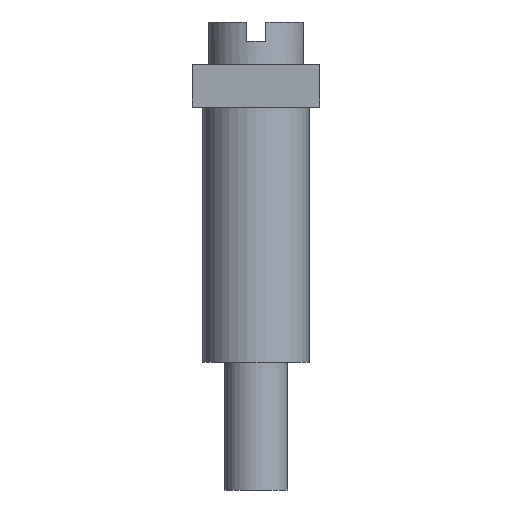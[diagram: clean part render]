
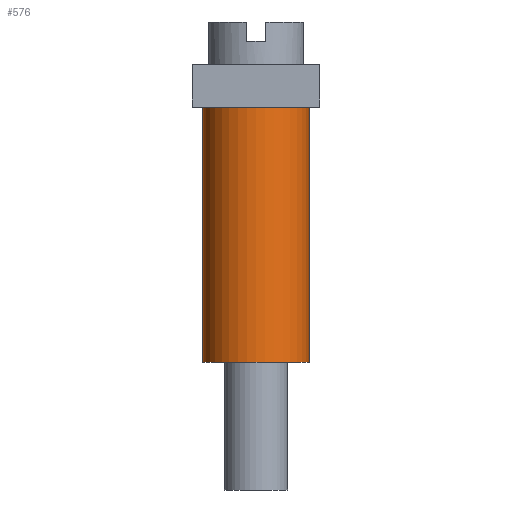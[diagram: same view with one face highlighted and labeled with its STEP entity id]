
A CAD part, left-side view. The second image highlights one B-rep face of the part: STEP entity #576.
In plain terms, the highlighted cylindrical face has radius 2.5 mm (diameter 5 mm), a full revolution.
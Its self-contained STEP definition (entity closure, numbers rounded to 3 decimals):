
#576=ADVANCED_FACE('',(#802,#803),#742,.T.);
#742=CYLINDRICAL_SURFACE('',#2387,2.5);
#802=FACE_BOUND('',#1024,.T.);
#803=FACE_BOUND('',#1025,.T.);
#1024=EDGE_LOOP('',(#1310));
#1025=EDGE_LOOP('',(#1311));
#1310=ORIENTED_EDGE('',*,*,#1992,.F.);
#1311=ORIENTED_EDGE('',*,*,#1993,.T.);
#1794=VERTEX_POINT('',#3429);
#1795=VERTEX_POINT('',#3431);
#1992=EDGE_CURVE('',#1794,#1794,#2234,.T.);
#1993=EDGE_CURVE('',#1795,#1795,#2235,.T.);
#2234=CIRCLE('',#2385,2.5);
#2235=CIRCLE('',#2386,2.5);
#2385=AXIS2_PLACEMENT_3D('',#3428,#2703,#2704);
#2386=AXIS2_PLACEMENT_3D('',#3430,#2705,#2706);
#2387=AXIS2_PLACEMENT_3D('',#3432,#2707,#2708);
#2703=DIRECTION('',(0.,0.,1.));
#2704=DIRECTION('',(1.,0.,0.));
#2705=DIRECTION('',(0.,0.,1.));
#2706=DIRECTION('',(1.,0.,0.));
#2707=DIRECTION('',(0.,0.,-1.));
#2708=DIRECTION('',(1.,0.,0.));
#3428=CARTESIAN_POINT('',(-0.925,0.,-2.));
#3429=CARTESIAN_POINT('',(1.575,0.,-2.));
#3430=CARTESIAN_POINT('',(-0.925,0.,-14.));
#3431=CARTESIAN_POINT('',(1.575,0.,-14.));
#3432=CARTESIAN_POINT('',(-0.925,0.,-2.));
